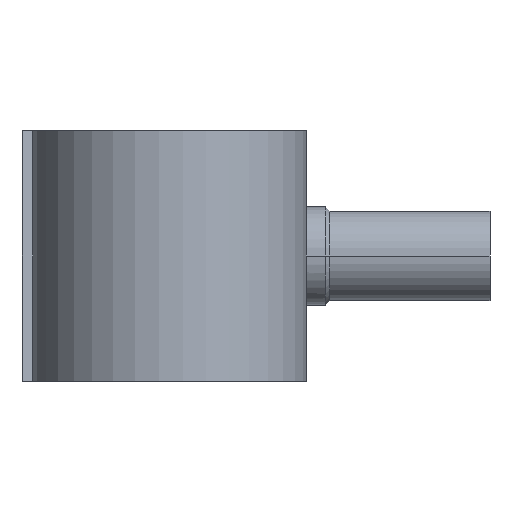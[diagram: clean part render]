
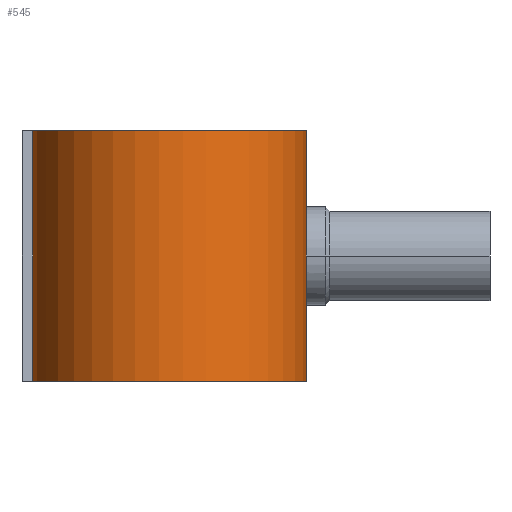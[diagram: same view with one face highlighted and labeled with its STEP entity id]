
A CAD part, front view. The second image highlights one B-rep face of the part: STEP entity #545.
In plain terms, the highlighted cylindrical face has radius 49.267 mm (diameter 98.533 mm), a partial arc.
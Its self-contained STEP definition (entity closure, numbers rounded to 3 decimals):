
#293 = EDGE_CURVE( '', #475, #327, #729, .T. );
#327 = VERTEX_POINT( '', #767 );
#413 = VERTEX_POINT( '', #861 );
#451 = EDGE_CURVE( '', #327, #517, #901, .T. );
#475 = VERTEX_POINT( '', #926 );
#501 = EDGE_CURVE( '', #413, #517, #959, .T. );
#517 = VERTEX_POINT( '', #976 );
#545 = ADVANCED_FACE( '', ( #1009 ), #1010, .T. );
#637 = EDGE_CURVE( '', #413, #475, #1111, .T. );
#729 = CIRCLE( '', #1256, 49.267 );
#767 = CARTESIAN_POINT( '', ( 49.032, 4.8, -45. ) );
#861 = CARTESIAN_POINT( '', ( -49.032, -4.8, 45. ) );
#901 = LINE( '', #1578, #1579 );
#926 = CARTESIAN_POINT( '', ( -49.032, -4.8, -45. ) );
#959 = CIRCLE( '', #1672, 49.267 );
#976 = CARTESIAN_POINT( '', ( 49.032, 4.8, 45. ) );
#1009 = FACE_OUTER_BOUND( '', #1731, .T. );
#1010 = CYLINDRICAL_SURFACE( '', #1732, 49.267 );
#1111 = LINE( '', #2067, #2068 );
#1256 = AXIS2_PLACEMENT_3D( '', #2149, #2150, #2151 );
#1578 = CARTESIAN_POINT( '', ( 49.032, 4.8, 45. ) );
#1579 = VECTOR( '', #2342, 1. );
#1672 = AXIS2_PLACEMENT_3D( '', #2424, #2425, #2426 );
#1731 = EDGE_LOOP( '', ( #2494, #2495, #2496, #2497 ) );
#1732 = AXIS2_PLACEMENT_3D( '', #2498, #2499, #2500 );
#2067 = CARTESIAN_POINT( '', ( -49.032, -4.8, 45. ) );
#2068 = VECTOR( '', #2609, 1. );
#2149 = CARTESIAN_POINT( '', ( 0., 0., -45. ) );
#2150 = DIRECTION( '', ( 0., 0., 1. ) );
#2151 = DIRECTION( '', ( -0.995, -0.097, 0. ) );
#2342 = DIRECTION( '', ( 0., 0., 1. ) );
#2424 = CARTESIAN_POINT( '', ( 0., 0., 45. ) );
#2425 = DIRECTION( '', ( 0., 0., 1. ) );
#2426 = DIRECTION( '', ( -0.995, -0.097, 0. ) );
#2494 = ORIENTED_EDGE( '', *, *, #451, .T. );
#2495 = ORIENTED_EDGE( '', *, *, #501, .F. );
#2496 = ORIENTED_EDGE( '', *, *, #637, .T. );
#2497 = ORIENTED_EDGE( '', *, *, #293, .T. );
#2498 = CARTESIAN_POINT( '', ( 0., 0., 45. ) );
#2499 = DIRECTION( '', ( 0., 0., 1. ) );
#2500 = DIRECTION( '', ( -0.995, -0.097, 0. ) );
#2609 = DIRECTION( '', ( 0., 0., -1. ) );
